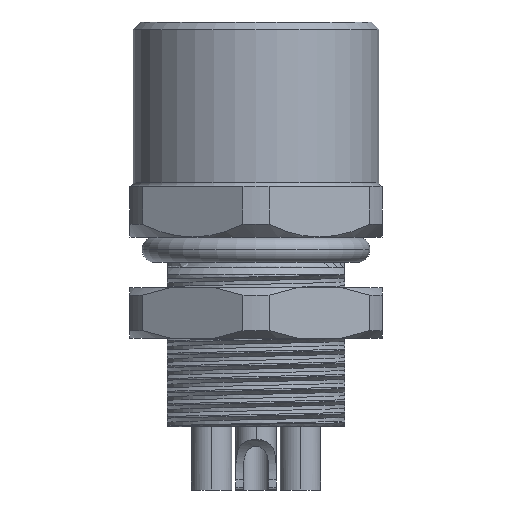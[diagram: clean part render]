
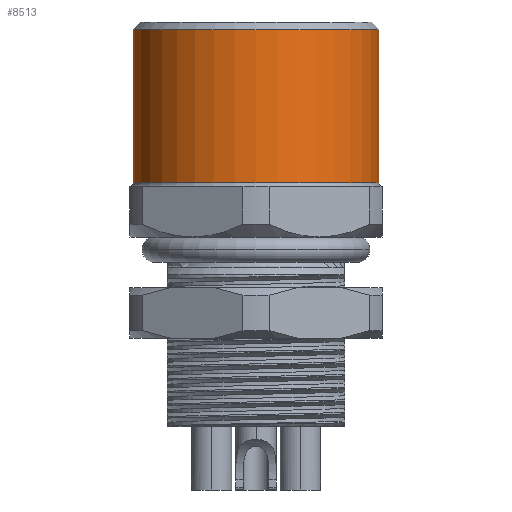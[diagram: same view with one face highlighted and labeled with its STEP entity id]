
A CAD part, front view. The second image highlights one B-rep face of the part: STEP entity #8513.
In plain terms, the highlighted cylindrical face has radius 4.85 mm (diameter 9.7 mm), a partial arc.
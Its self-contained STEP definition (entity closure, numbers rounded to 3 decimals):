
#2929=DIRECTION('',(0.,0.,1.));
#2930=VECTOR('',#2929,6.05);
#2931=CARTESIAN_POINT('',(4.85,0.,-0.15));
#2932=LINE('',#2931,#2930);
#2948=CARTESIAN_POINT('',(0.,0.,-0.15));
#2949=DIRECTION('',(0.,0.,-1.));
#2950=DIRECTION('',(1.,0.,0.));
#2951=AXIS2_PLACEMENT_3D('',#2948,#2949,#2950);
#2953=DIRECTION('',(0.,0.,1.));
#2954=VECTOR('',#2953,6.05);
#2955=CARTESIAN_POINT('',(-4.85,0.,-0.15));
#2956=LINE('',#2955,#2954);
#2957=CARTESIAN_POINT('',(0.,0.,5.9));
#2958=DIRECTION('',(0.,0.,1.));
#2959=DIRECTION('',(-1.,0.,0.));
#2960=AXIS2_PLACEMENT_3D('',#2957,#2958,#2959);
#7845=CARTESIAN_POINT('',(-4.85,0.,5.9));
#7846=CARTESIAN_POINT('',(4.85,0.,5.9));
#7847=VERTEX_POINT('',#7845);
#7848=VERTEX_POINT('',#7846);
#7961=CARTESIAN_POINT('',(4.85,0.,-0.15));
#7962=CARTESIAN_POINT('',(-4.85,0.,-0.15));
#7963=VERTEX_POINT('',#7961);
#7964=VERTEX_POINT('',#7962);
#8502=CARTESIAN_POINT('',(0.,0.,-0.3));
#8503=DIRECTION('',(0.,0.,1.));
#8504=DIRECTION('',(1.,0.,0.));
#8505=AXIS2_PLACEMENT_3D('',#8502,#8503,#8504);
#8506=CYLINDRICAL_SURFACE('',#8505,4.85);
#8507=ORIENTED_EDGE('',*,*,#8489,.T.);
#8508=ORIENTED_EDGE('',*,*,#8460,.T.);
#8509=ORIENTED_EDGE('',*,*,#8430,.T.);
#8510=ORIENTED_EDGE('',*,*,#8457,.F.);
#8511=EDGE_LOOP('',(#8507,#8508,#8509,#8510));
#8512=FACE_OUTER_BOUND('',#8511,.F.);
#2952=CIRCLE('',#2951,4.85);
#2961=CIRCLE('',#2960,4.85);
#8430=EDGE_CURVE('',#7847,#7848,#2961,.T.);
#8457=EDGE_CURVE('',#7963,#7848,#2932,.T.);
#8460=EDGE_CURVE('',#7964,#7847,#2956,.T.);
#8489=EDGE_CURVE('',#7963,#7964,#2952,.T.);
#8513=ADVANCED_FACE('',(#8512),#8506,.T.);
